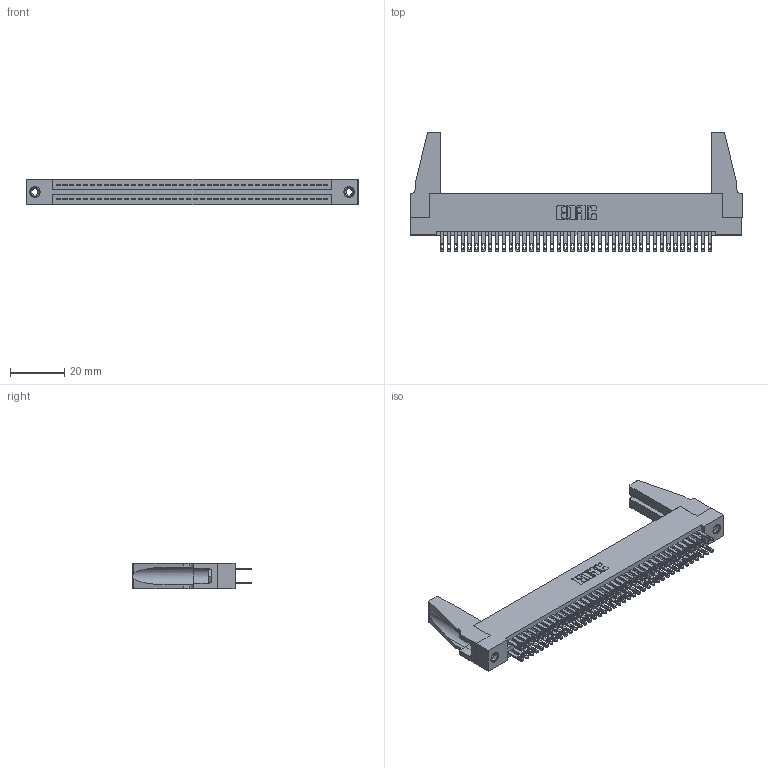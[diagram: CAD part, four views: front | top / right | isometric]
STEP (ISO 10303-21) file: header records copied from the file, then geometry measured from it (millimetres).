
FILE_DESCRIPTION (( 'STEP AP203' ), '1' );
FILE_NAME ('345-080-500-288.STEP', '2019-10-31T17:44:16', ( '' ), ( '' ), 'SwSTEP 2.0', 'SolidWorks 2016', '' );
FILE_SCHEMA (( 'CONFIG_CONTROL_DESIGN' ));
Length unit declared in the file: inch
Products named in the file (5): 345-220-078_345-220-088; 345-080-500-288; 345-292-001_345-293-100; 345-250-001_345-250-001-102; 345 Part_Flush Mounting Lugs - 0.156 Dia-TH
Assembly tree (85 placements, depth 2):
  345-080-500-288
    345 Part_Flush Mounting Lugs - 0.156 Dia-TH
    345-292-001_345-293-100  x80
    345-250-001_345-250-001-102  x2
    345-220-078_345-220-088  x2
Bounding box: 122.83 x 44.37 x 9.4 mm (x, y, z)
Volume: 15410.6 mm3; surface area: 21871.1 mm2
Topology: 85 solids, 85 shells, 3930 faces, 11935 edges, 7946 vertices
Faces by surface type: plane 2312, cylinder 1602, cone 12, torus 4
Entity records: 33732 total; most frequent: CARTESIAN_POINT 5650, ORIENTED_EDGE 5544, DIRECTION 4992, EDGE_CURVE 2772, LINE 2434, VECTOR 2434, VERTEX_POINT 1842, AXIS2_PLACEMENT_3D 1279
